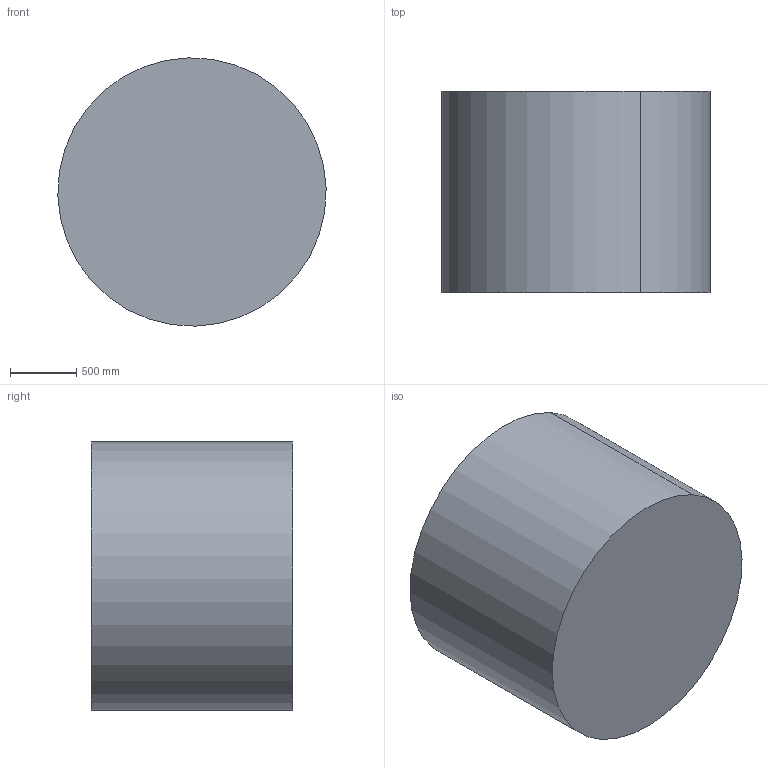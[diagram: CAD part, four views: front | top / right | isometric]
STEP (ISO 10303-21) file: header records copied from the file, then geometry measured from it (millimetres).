
FILE_DESCRIPTION(/* description */ ('ARM_SCHEMA: ap238_arm_schema'),/* implementation_level */ '2;1');
FILE_NAME(/* name */ '1-cylinder',/* time_stamp */ '2015-05-16T23:01:58+00:00',/* author */ ('STEP-NC Maker 3.0'),/* organization */ (''),/* preprocessor_version */ 'ST-DEVELOPER v15.6',/* originating_system */ 'Various',/* authorisation */ '');
FILE_SCHEMA (('INTEGRATED_CNC_SCHEMA'));
Length unit declared in the file: inch
Products named in the file (4): #14; 1-cylinder; #173
Assembly tree (1 placements, depth 2):
  #14
  1-cylinder
    1-cylinder
  #173
Bounding box: 2031.43 x 1524 x 2031.43 mm (x, y, z)
Volume: 4942222068.1 mm3; surface area: 16214639.3 mm2
Topology: 1 solids, 1 shells, 4 faces, 6 edges, 4 vertices
Faces by surface type: cylinder 2, plane 2
Entity records: 154 total; most frequent: CARTESIAN_POINT 16, DIRECTION 16, ORIENTED_EDGE 12, AXIS2_PLACEMENT_3D 10, EDGE_CURVE 6, PRODUCT_DEFINITION 4, ADVANCED_FACE 4, FACE_OUTER_BOUND 4
